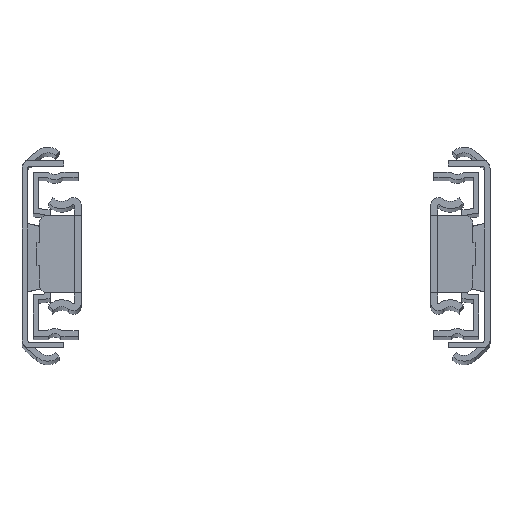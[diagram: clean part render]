
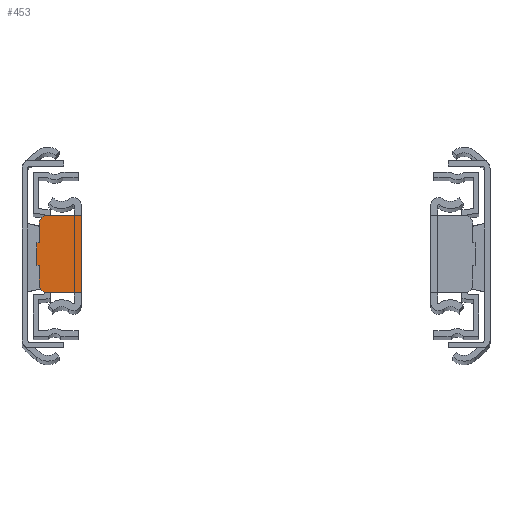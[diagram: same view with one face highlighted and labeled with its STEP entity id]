
A CAD part, top view. The second image highlights one B-rep face of the part: STEP entity #453.
In plain terms, the highlighted face is planar.
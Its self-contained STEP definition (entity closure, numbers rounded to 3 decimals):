
#453 = ADVANCED_FACE( '', ( #983 ), #984, .F. );
#983 = FACE_OUTER_BOUND( '', #1649, .T. );
#984 = PLANE( '', #1650 );
#1649 = EDGE_LOOP( '', ( #2754, #2755, #2756, #2757, #2758, #2759, #2760, #2761, #2762, #2763 ) );
#1650 = AXIS2_PLACEMENT_3D( '', #2764, #2765, #2766 );
#2754 = ORIENTED_EDGE( '', *, *, #4292, .F. );
#2755 = ORIENTED_EDGE( '', *, *, #4037, .F. );
#2756 = ORIENTED_EDGE( '', *, *, #3925, .F. );
#2757 = ORIENTED_EDGE( '', *, *, #4142, .F. );
#2758 = ORIENTED_EDGE( '', *, *, #4293, .F. );
#2759 = ORIENTED_EDGE( '', *, *, #4294, .F. );
#2760 = ORIENTED_EDGE( '', *, *, #4295, .F. );
#2761 = ORIENTED_EDGE( '', *, *, #4296, .F. );
#2762 = ORIENTED_EDGE( '', *, *, #4297, .F. );
#2763 = ORIENTED_EDGE( '', *, *, #4298, .F. );
#2764 = CARTESIAN_POINT( '', ( 0., 0., 0. ) );
#2765 = DIRECTION( '', ( 0., 1., 0. ) );
#2766 = DIRECTION( '', ( 0., 0., 1. ) );
#3925 = EDGE_CURVE( '', #4681, #4682, #4683, .T. );
#4037 = EDGE_CURVE( '', #4682, #4884, #4885, .T. );
#4142 = EDGE_CURVE( '', #5058, #4681, #5059, .T. );
#4292 = EDGE_CURVE( '', #4884, #5292, #5293, .T. );
#4293 = EDGE_CURVE( '', #5294, #5058, #5295, .T. );
#4294 = EDGE_CURVE( '', #5296, #5294, #5297, .T. );
#4295 = EDGE_CURVE( '', #5298, #5296, #5299, .T. );
#4296 = EDGE_CURVE( '', #5300, #5298, #5301, .T. );
#4297 = EDGE_CURVE( '', #5302, #5300, #5303, .T. );
#4298 = EDGE_CURVE( '', #5292, #5302, #5304, .T. );
#4681 = VERTEX_POINT( '', #5800 );
#4682 = VERTEX_POINT( '', #5801 );
#4683 = LINE( '', #5802, #5803 );
#4884 = VERTEX_POINT( '', #6071 );
#4885 = CIRCLE( '', #6072, 1.6 );
#5058 = VERTEX_POINT( '', #6304 );
#5059 = LINE( '', #6305, #6306 );
#5292 = VERTEX_POINT( '', #6614 );
#5293 = LINE( '', #6615, #6616 );
#5294 = VERTEX_POINT( '', #6617 );
#5295 = LINE( '', #6618, #6619 );
#5296 = VERTEX_POINT( '', #6620 );
#5297 = LINE( '', #6621, #6622 );
#5298 = VERTEX_POINT( '', #6623 );
#5299 = LINE( '', #6624, #6625 );
#5300 = VERTEX_POINT( '', #6626 );
#5301 = CIRCLE( '', #6627, 1.6 );
#5302 = VERTEX_POINT( '', #6628 );
#5303 = LINE( '', #6629, #6630 );
#5304 = LINE( '', #6631, #6632 );
#5800 = CARTESIAN_POINT( '', ( 3.7, 0., 2.4 ) );
#5801 = CARTESIAN_POINT( '', ( 3.7, 0., 6.65 ) );
#5802 = CARTESIAN_POINT( '', ( 3.7, 0., 2.4 ) );
#5803 = VECTOR( '', #7217, 1000. );
#6071 = CARTESIAN_POINT( '', ( 5.3, 0., 8.25 ) );
#6072 = AXIS2_PLACEMENT_3D( '', #7378, #7379, #7380 );
#6304 = CARTESIAN_POINT( '', ( 3.2, 0., 2.4 ) );
#6305 = CARTESIAN_POINT( '', ( 3.2, 0., 2.4 ) );
#6306 = VECTOR( '', #7512, 1000. );
#6614 = CARTESIAN_POINT( '', ( 12.7, 0., 8.25 ) );
#6615 = CARTESIAN_POINT( '', ( 11.2, 0., 8.25 ) );
#6616 = VECTOR( '', #7702, 1000. );
#6617 = CARTESIAN_POINT( '', ( 3.2, 0., -2.4 ) );
#6618 = CARTESIAN_POINT( '', ( 3.2, 0., -2.4 ) );
#6619 = VECTOR( '', #7703, 1000. );
#6620 = CARTESIAN_POINT( '', ( 3.7, 0., -2.4 ) );
#6621 = CARTESIAN_POINT( '', ( 3.7, 0., -2.4 ) );
#6622 = VECTOR( '', #7704, 1000. );
#6623 = CARTESIAN_POINT( '', ( 3.7, 0., -6.65 ) );
#6624 = CARTESIAN_POINT( '', ( 3.7, 0., -6.65 ) );
#6625 = VECTOR( '', #7705, 1000. );
#6626 = CARTESIAN_POINT( '', ( 5.3, 0., -8.25 ) );
#6627 = AXIS2_PLACEMENT_3D( '', #7706, #7707, #7708 );
#6628 = CARTESIAN_POINT( '', ( 12.7, 0., -8.25 ) );
#6629 = CARTESIAN_POINT( '', ( 12.7, 0., -8.25 ) );
#6630 = VECTOR( '', #7709, 1000. );
#6631 = CARTESIAN_POINT( '', ( 12.7, 0., 8.25 ) );
#6632 = VECTOR( '', #7710, 1000. );
#7217 = DIRECTION( '', ( 0., 0., 1. ) );
#7378 = CARTESIAN_POINT( '', ( 5.3, 0., 6.65 ) );
#7379 = DIRECTION( '', ( 0., 1., 0. ) );
#7380 = DIRECTION( '', ( 1., 0., 0. ) );
#7512 = DIRECTION( '', ( 1., 0., 0. ) );
#7702 = DIRECTION( '', ( 1., 0., 0. ) );
#7703 = DIRECTION( '', ( 0., 0., 1. ) );
#7704 = DIRECTION( '', ( -1., 0., 0. ) );
#7705 = DIRECTION( '', ( 0., 0., 1. ) );
#7706 = CARTESIAN_POINT( '', ( 5.3, 0., -6.65 ) );
#7707 = DIRECTION( '', ( 0., 1., 0. ) );
#7708 = DIRECTION( '', ( 1., 0., 0. ) );
#7709 = DIRECTION( '', ( -1., 0., 0. ) );
#7710 = DIRECTION( '', ( 0., 0., -1. ) );
